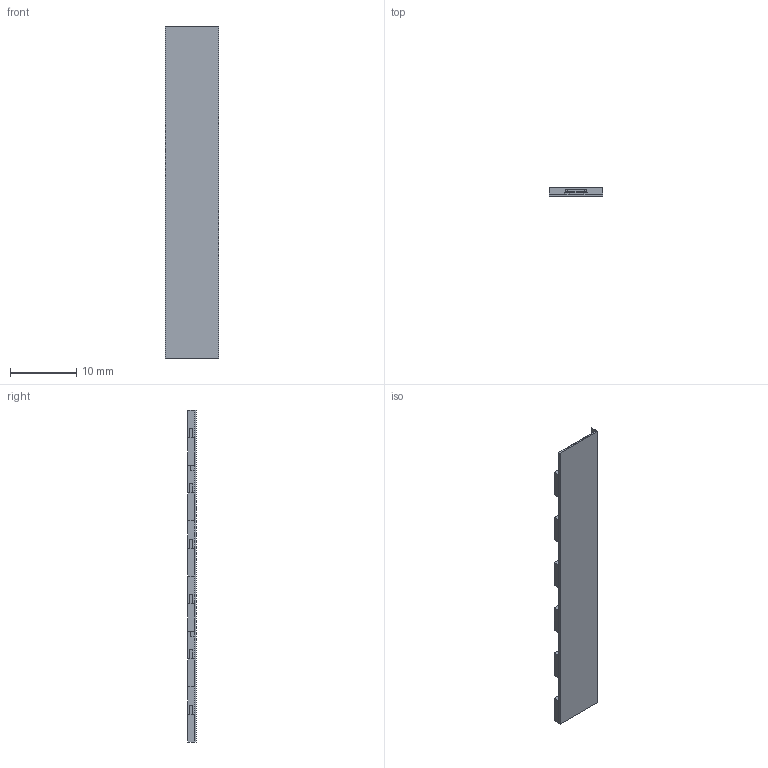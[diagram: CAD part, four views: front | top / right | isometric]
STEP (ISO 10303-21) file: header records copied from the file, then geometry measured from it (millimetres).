
FILE_DESCRIPTION((''),'2;1');
FILE_NAME('LS-24V-120-W8-2835_ASM','2020-08-16T',('Administrator'),(''),'PRO/ENGINEER BY PARAMETRIC TECHNOLOGY CORPORATION, 2011310','PRO/ENGINEER BY PARAMETRIC TECHNOLOGY CORPORATION, 2011310','');
FILE_SCHEMA(('AUTOMOTIVE_DESIGN_CC2 { 1 2 10303 214 -1 1 5 2 }'));
Length unit declared in the file: millimetre
Products named in the file (12): LS-24V-120-W8-2835_PLATE; LS-24V-120-W8-2835_PADS; LED_CHIP_2835_ELETRODE_1; LED_CHIP_2835_ELETRODE_2; LED_CHIP_2835_SLICONE; LED_CHIP_2835_BASE; LED_CHIP_2835_ASM; RES_1206_01; RES_1206_02; RES_1206_03; RES_1206_ASM; LS-24V-120-W8-2835_ASM
Assembly tree (18 placements, depth 3):
  LS-24V-120-W8-2835_ASM
    LS-24V-120-W8-2835_PLATE
    LS-24V-120-W8-2835_PADS
    LED_CHIP_2835_ASM  x6
      LED_CHIP_2835_ELETRODE_1
      LED_CHIP_2835_ELETRODE_2
      LED_CHIP_2835_SLICONE
      LED_CHIP_2835_BASE
    RES_1206_ASM  x2
      RES_1206_01
      RES_1206_02
      RES_1206_03
Bounding box: 8 x 1.3 x 50 mm (x, y, z)
Volume: 163 mm3; surface area: 1917.9 mm2
Topology: 55 solids, 57 shells, 1298 faces, 3448 edges, 2292 vertices
Faces by surface type: plane 882, cylinder 288, extrusion 56, cone 48, torus 24
Entity records: 22437 total; most frequent: CARTESIAN_POINT 3337, DIRECTION 2913, ORIENTED_EDGE 2774, PRESENTATION_STYLE_ASSIGNMENT 1536, STYLED_ITEM 1508, CURVE_STYLE 1477, EDGE_CURVE 1477, VECTOR 1065
